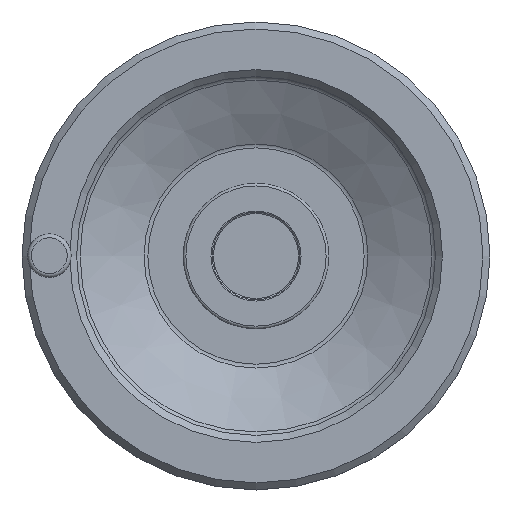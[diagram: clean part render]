
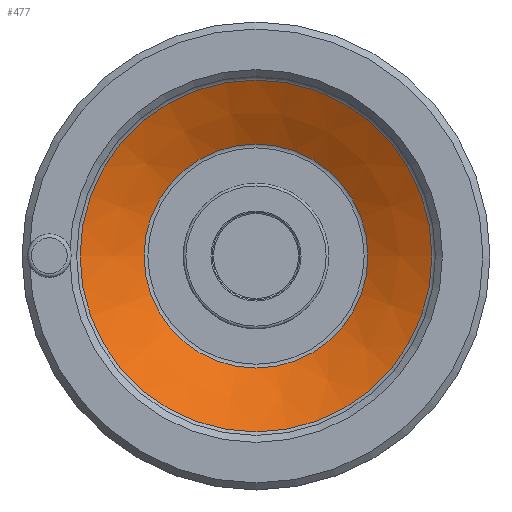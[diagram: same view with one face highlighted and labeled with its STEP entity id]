
A CAD part, top view. The second image highlights one B-rep face of the part: STEP entity #477.
In plain terms, the highlighted conical face has half-angle 60.688 degrees and reference radius 70.65 mm.
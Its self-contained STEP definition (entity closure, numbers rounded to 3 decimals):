
#477 = ADVANCED_FACE( '', ( #1051, #1052 ), #1053, .F. );
#1051 = FACE_OUTER_BOUND( '', #3445, .T. );
#1052 = FACE_BOUND( '', #3446, .T. );
#1053 = CONICAL_SURFACE( '', #3447, 70.65, 1.059 );
#3445 = EDGE_LOOP( '', ( #5147 ) );
#3446 = EDGE_LOOP( '', ( #5148 ) );
#3447 = AXIS2_PLACEMENT_3D( '', #5149, #5150, #5151 );
#5147 = ORIENTED_EDGE( '', *, *, #5548, .T. );
#5148 = ORIENTED_EDGE( '', *, *, #5735, .T. );
#5149 = CARTESIAN_POINT( '', ( 0., 0., 27.9 ) );
#5150 = DIRECTION( '', ( 0., 0., 1. ) );
#5151 = DIRECTION( '', ( 1., 0., 0. ) );
#5548 = EDGE_CURVE( '', #6174, #6174, #6175, .T. );
#5735 = EDGE_CURVE( '', #6428, #6428, #6429, .F. );
#6174 = VERTEX_POINT( '', #7241 );
#6175 = CIRCLE( '', #7242, 112.806 );
#6428 = VERTEX_POINT( '', #8524 );
#6429 = CIRCLE( '', #8525, 71.79 );
#7241 = CARTESIAN_POINT( '', ( 112.806, 0., 51.568 ) );
#7242 = AXIS2_PLACEMENT_3D( '', #9004, #9005, #9006 );
#8524 = CARTESIAN_POINT( '', ( 71.79, 0., 28.54 ) );
#8525 = AXIS2_PLACEMENT_3D( '', #9215, #9216, #9217 );
#9004 = CARTESIAN_POINT( '', ( 0., 0., 51.568 ) );
#9005 = DIRECTION( '', ( 0., 0., 1. ) );
#9006 = DIRECTION( '', ( 1., 0., 0. ) );
#9215 = CARTESIAN_POINT( '', ( 0., 0., 28.54 ) );
#9216 = DIRECTION( '', ( 0., 0., 1. ) );
#9217 = DIRECTION( '', ( 1., 0., 0. ) );
